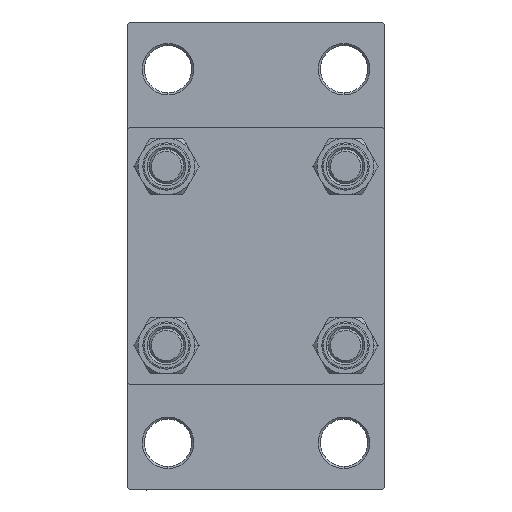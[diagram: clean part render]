
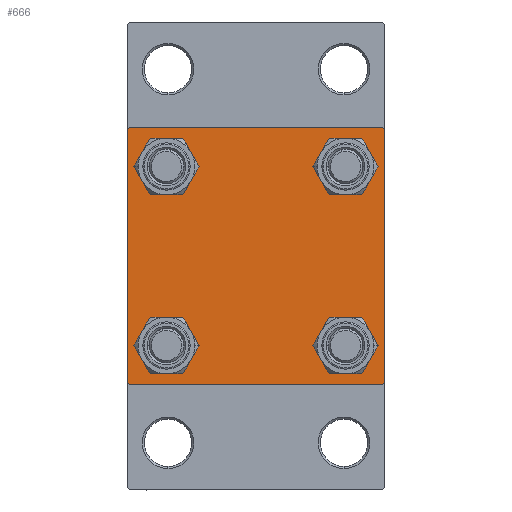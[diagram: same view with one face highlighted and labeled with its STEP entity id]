
A CAD part, left-side view. The second image highlights one B-rep face of the part: STEP entity #666.
In plain terms, the highlighted planar face has unit normal (-1, 0, 0).
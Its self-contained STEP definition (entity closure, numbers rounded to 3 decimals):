
#298 = CARTESIAN_POINT ( 'NONE',  ( 0., -29.5, 30. ) ) ;
#437 = FACE_BOUND ( 'NONE', #35953, .T. ) ;
#666 = ADVANCED_FACE ( 'NONE', ( #39857, #437, #33398, #29822, #32927 ), #14762, .T. ) ;
#1355 = LINE ( 'NONE', #8760, #13836 ) ;
#1631 = DIRECTION ( 'NONE',  ( 1., 0., 0. ) ) ;
#1679 = DIRECTION ( 'NONE',  ( 0., 0., -1. ) ) ;
#1771 = ORIENTED_EDGE ( 'NONE', *, *, #45222, .T. ) ;
#2305 = EDGE_LOOP ( 'NONE', ( #27042, #42767 ) ) ;
#2391 = CARTESIAN_POINT ( 'NONE',  ( 0., 20.85, 20.85 ) ) ;
#2399 = CARTESIAN_POINT ( 'NONE',  ( 0., -20.85, -25.35 ) ) ;
#2494 = VERTEX_POINT ( 'NONE', #298 ) ;
#2657 = VERTEX_POINT ( 'NONE', #38036 ) ;
#3309 = DIRECTION ( 'NONE',  ( 1., 0., 0. ) ) ;
#3467 = CARTESIAN_POINT ( 'NONE',  ( 0., -29.75, 29.75 ) ) ;
#3505 = CARTESIAN_POINT ( 'NONE',  ( 0., -20.85, 16.35 ) ) ;
#4126 = DIRECTION ( 'NONE',  ( 0., 0., 1. ) ) ;
#4239 = VERTEX_POINT ( 'NONE', #8057 ) ;
#4692 = EDGE_CURVE ( 'NONE', #13648, #4239, #10935, .T. ) ;
#4878 = DIRECTION ( 'NONE',  ( 0., 0., 1. ) ) ;
#4937 = VERTEX_POINT ( 'NONE', #34449 ) ;
#5735 = LINE ( 'NONE', #16238, #38678 ) ;
#7272 = AXIS2_PLACEMENT_3D ( 'NONE', #35490, #29255, #28783 ) ;
#7515 = ORIENTED_EDGE ( 'NONE', *, *, #12245, .T. ) ;
#7553 = EDGE_CURVE ( 'NONE', #44955, #34623, #20183, .T. ) ;
#8057 = CARTESIAN_POINT ( 'NONE',  ( 0., 20.85, -16.35 ) ) ;
#8196 = CIRCLE ( 'NONE', #23443, 4.5 ) ;
#8562 = CARTESIAN_POINT ( 'NONE',  ( 0., 20.85, 16.35 ) ) ;
#8588 = VERTEX_POINT ( 'NONE', #32185 ) ;
#8704 = DIRECTION ( 'NONE',  ( 1., 0., 0. ) ) ;
#8760 = CARTESIAN_POINT ( 'NONE',  ( 0., -29.75, -29.75 ) ) ;
#9026 = EDGE_CURVE ( 'NONE', #39447, #16143, #13390, .T. ) ;
#9045 = DIRECTION ( 'NONE',  ( 0., 0., 1. ) ) ;
#9246 = AXIS2_PLACEMENT_3D ( 'NONE', #40802, #22646, #19290 ) ;
#9565 = CARTESIAN_POINT ( 'NONE',  ( 0., 30., 30. ) ) ;
#10929 = ORIENTED_EDGE ( 'NONE', *, *, #41447, .T. ) ;
#10935 = CIRCLE ( 'NONE', #26218, 4.5 ) ;
#11052 = CARTESIAN_POINT ( 'NONE',  ( 0., 29.75, -29.75 ) ) ;
#12230 = ORIENTED_EDGE ( 'NONE', *, *, #45761, .T. ) ;
#12245 = EDGE_CURVE ( 'NONE', #28679, #39092, #5735, .T. ) ;
#12328 = CARTESIAN_POINT ( 'NONE',  ( 0., 20.85, 25.35 ) ) ;
#12361 = EDGE_CURVE ( 'NONE', #16143, #39447, #43973, .T. ) ;
#12362 = VECTOR ( 'NONE', #46713, 1000. ) ;
#12465 = AXIS2_PLACEMENT_3D ( 'NONE', #16180, #20489, #45328 ) ;
#13390 = CIRCLE ( 'NONE', #7272, 4.5 ) ;
#13648 = VERTEX_POINT ( 'NONE', #25956 ) ;
#13836 = VECTOR ( 'NONE', #22855, 1000. ) ;
#14289 = DIRECTION ( 'NONE',  ( 0., 0., 1. ) ) ;
#14762 = PLANE ( 'NONE',  #37608 ) ;
#16143 = VERTEX_POINT ( 'NONE', #8562 ) ;
#16180 = CARTESIAN_POINT ( 'NONE',  ( 0., 20.85, -20.85 ) ) ;
#16238 = CARTESIAN_POINT ( 'NONE',  ( 0., 30., 30. ) ) ;
#17099 = AXIS2_PLACEMENT_3D ( 'NONE', #31722, #1631, #9045 ) ;
#17186 = DIRECTION ( 'NONE',  ( 0., -1., 0. ) ) ;
#17355 = CARTESIAN_POINT ( 'NONE',  ( 0., 30., -30. ) ) ;
#18517 = LINE ( 'NONE', #3467, #43269 ) ;
#18637 = VECTOR ( 'NONE', #17186, 1000. ) ;
#19290 = DIRECTION ( 'NONE',  ( 0., 0., 1. ) ) ;
#19400 = EDGE_CURVE ( 'NONE', #20526, #2494, #20322, .T. ) ;
#19745 = DIRECTION ( 'NONE',  ( 0., 0., -1. ) ) ;
#20183 = CIRCLE ( 'NONE', #17099, 4.5 ) ;
#20322 = LINE ( 'NONE', #9565, #18637 ) ;
#20489 = DIRECTION ( 'NONE',  ( 1., 0., 0. ) ) ;
#20526 = VERTEX_POINT ( 'NONE', #42711 ) ;
#20664 = CIRCLE ( 'NONE', #42011, 4.5 ) ;
#21380 = VERTEX_POINT ( 'NONE', #45850 ) ;
#21934 = EDGE_LOOP ( 'NONE', ( #7515, #34920, #45077, #10929, #43642, #27587, #42763, #43770 ) ) ;
#21936 = EDGE_CURVE ( 'NONE', #20526, #28679, #23527, .T. ) ;
#22337 = DIRECTION ( 'NONE',  ( 0., 0.707, 0.707 ) ) ;
#22646 = DIRECTION ( 'NONE',  ( 1., 0., 0. ) ) ;
#22855 = DIRECTION ( 'NONE',  ( 0., -0.707, 0.707 ) ) ;
#23443 = AXIS2_PLACEMENT_3D ( 'NONE', #25149, #32787, #4126 ) ;
#23527 = LINE ( 'NONE', #31410, #33194 ) ;
#23563 = CARTESIAN_POINT ( 'NONE',  ( 0., -30., 30. ) ) ;
#24193 = VECTOR ( 'NONE', #29449, 1000. ) ;
#24260 = DIRECTION ( 'NONE',  ( 0., 0., 1. ) ) ;
#24995 = LINE ( 'NONE', #17355, #12362 ) ;
#25144 = ORIENTED_EDGE ( 'NONE', *, *, #27201, .T. ) ;
#25149 = CARTESIAN_POINT ( 'NONE',  ( 0., -20.85, 20.85 ) ) ;
#25956 = CARTESIAN_POINT ( 'NONE',  ( 0., 20.85, -25.35 ) ) ;
#25964 = CARTESIAN_POINT ( 'NONE',  ( 0., -20.85, 25.35 ) ) ;
#26046 = EDGE_LOOP ( 'NONE', ( #25144, #39496 ) ) ;
#26218 = AXIS2_PLACEMENT_3D ( 'NONE', #45484, #8704, #4878 ) ;
#26628 = ORIENTED_EDGE ( 'NONE', *, *, #42769, .T. ) ;
#26843 = EDGE_CURVE ( 'NONE', #8588, #2494, #18517, .T. ) ;
#26970 = CIRCLE ( 'NONE', #12465, 4.5 ) ;
#26973 = CARTESIAN_POINT ( 'NONE',  ( 0., 30., -29.5 ) ) ;
#27042 = ORIENTED_EDGE ( 'NONE', *, *, #9026, .T. ) ;
#27201 = EDGE_CURVE ( 'NONE', #34623, #44955, #8196, .T. ) ;
#27587 = ORIENTED_EDGE ( 'NONE', *, *, #26843, .T. ) ;
#27853 = CARTESIAN_POINT ( 'NONE',  ( 0., -20.85, -20.85 ) ) ;
#27955 = DIRECTION ( 'NONE',  ( 0., 0., 1. ) ) ;
#28679 = VERTEX_POINT ( 'NONE', #36041 ) ;
#28783 = DIRECTION ( 'NONE',  ( 0., 0., 1. ) ) ;
#29255 = DIRECTION ( 'NONE',  ( 1., 0., 0. ) ) ;
#29449 = DIRECTION ( 'NONE',  ( 0., -0.707, -0.707 ) ) ;
#29822 = FACE_BOUND ( 'NONE', #2305, .T. ) ;
#29841 = CIRCLE ( 'NONE', #9246, 4.5 ) ;
#30457 = EDGE_CURVE ( 'NONE', #8588, #21380, #34796, .T. ) ;
#31045 = EDGE_CURVE ( 'NONE', #39092, #4937, #32549, .T. ) ;
#31410 = CARTESIAN_POINT ( 'NONE',  ( 0., 29.75, 29.75 ) ) ;
#31722 = CARTESIAN_POINT ( 'NONE',  ( 0., -20.85, 20.85 ) ) ;
#32185 = CARTESIAN_POINT ( 'NONE',  ( 0., -30., 29.5 ) ) ;
#32549 = LINE ( 'NONE', #11052, #24193 ) ;
#32787 = DIRECTION ( 'NONE',  ( 1., 0., 0. ) ) ;
#32927 = FACE_OUTER_BOUND ( 'NONE', #21934, .T. ) ;
#33194 = VECTOR ( 'NONE', #42384, 1000. ) ;
#33398 = FACE_BOUND ( 'NONE', #43520, .T. ) ;
#34301 = CARTESIAN_POINT ( 'NONE',  ( 0., -20.85, -16.35 ) ) ;
#34340 = ORIENTED_EDGE ( 'NONE', *, *, #4692, .T. ) ;
#34449 = CARTESIAN_POINT ( 'NONE',  ( 0., 29.5, -30. ) ) ;
#34623 = VERTEX_POINT ( 'NONE', #25964 ) ;
#34796 = LINE ( 'NONE', #23563, #36397 ) ;
#34920 = ORIENTED_EDGE ( 'NONE', *, *, #31045, .T. ) ;
#35490 = CARTESIAN_POINT ( 'NONE',  ( 0., 20.85, 20.85 ) ) ;
#35953 = EDGE_LOOP ( 'NONE', ( #1771, #12230 ) ) ;
#36040 = DIRECTION ( 'NONE',  ( -1., 0., 0. ) ) ;
#36041 = CARTESIAN_POINT ( 'NONE',  ( 0., 30., 29.5 ) ) ;
#36397 = VECTOR ( 'NONE', #19745, 1000. ) ;
#36516 = CARTESIAN_POINT ( 'NONE',  ( 0., 0., 0. ) ) ;
#37608 = AXIS2_PLACEMENT_3D ( 'NONE', #36516, #36040, #14289 ) ;
#38036 = CARTESIAN_POINT ( 'NONE',  ( 0., -29.5, -30. ) ) ;
#38678 = VECTOR ( 'NONE', #1679, 1000. ) ;
#39092 = VERTEX_POINT ( 'NONE', #26973 ) ;
#39447 = VERTEX_POINT ( 'NONE', #12328 ) ;
#39496 = ORIENTED_EDGE ( 'NONE', *, *, #7553, .T. ) ;
#39857 = FACE_BOUND ( 'NONE', #26046, .T. ) ;
#40802 = CARTESIAN_POINT ( 'NONE',  ( 0., -20.85, -20.85 ) ) ;
#41447 = EDGE_CURVE ( 'NONE', #2657, #21380, #1355, .T. ) ;
#42011 = AXIS2_PLACEMENT_3D ( 'NONE', #27853, #42410, #24260 ) ;
#42384 = DIRECTION ( 'NONE',  ( 0., 0.707, -0.707 ) ) ;
#42410 = DIRECTION ( 'NONE',  ( 1., 0., 0. ) ) ;
#42475 = AXIS2_PLACEMENT_3D ( 'NONE', #2391, #3309, #27955 ) ;
#42711 = CARTESIAN_POINT ( 'NONE',  ( 0., 29.5, 30. ) ) ;
#42763 = ORIENTED_EDGE ( 'NONE', *, *, #19400, .F. ) ;
#42767 = ORIENTED_EDGE ( 'NONE', *, *, #12361, .T. ) ;
#42769 = EDGE_CURVE ( 'NONE', #4239, #13648, #26970, .T. ) ;
#42826 = EDGE_CURVE ( 'NONE', #4937, #2657, #24995, .T. ) ;
#43269 = VECTOR ( 'NONE', #22337, 1000. ) ;
#43520 = EDGE_LOOP ( 'NONE', ( #26628, #34340 ) ) ;
#43642 = ORIENTED_EDGE ( 'NONE', *, *, #30457, .F. ) ;
#43709 = VERTEX_POINT ( 'NONE', #2399 ) ;
#43770 = ORIENTED_EDGE ( 'NONE', *, *, #21936, .T. ) ;
#43973 = CIRCLE ( 'NONE', #42475, 4.5 ) ;
#44955 = VERTEX_POINT ( 'NONE', #3505 ) ;
#45049 = VERTEX_POINT ( 'NONE', #34301 ) ;
#45077 = ORIENTED_EDGE ( 'NONE', *, *, #42826, .T. ) ;
#45222 = EDGE_CURVE ( 'NONE', #45049, #43709, #20664, .T. ) ;
#45328 = DIRECTION ( 'NONE',  ( 0., 0., 1. ) ) ;
#45484 = CARTESIAN_POINT ( 'NONE',  ( 0., 20.85, -20.85 ) ) ;
#45761 = EDGE_CURVE ( 'NONE', #43709, #45049, #29841, .T. ) ;
#45850 = CARTESIAN_POINT ( 'NONE',  ( 0., -30., -29.5 ) ) ;
#46713 = DIRECTION ( 'NONE',  ( 0., -1., 0. ) ) ;
